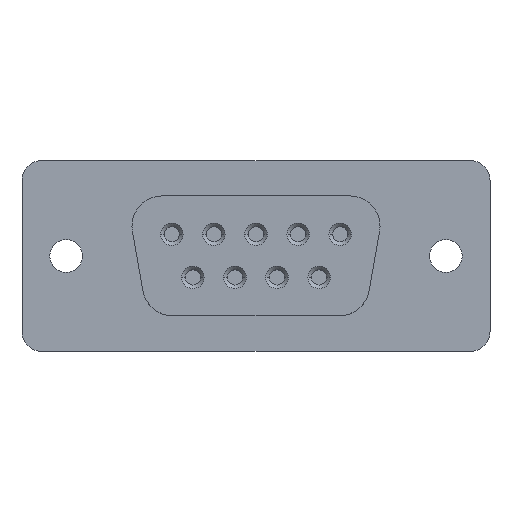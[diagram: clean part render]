
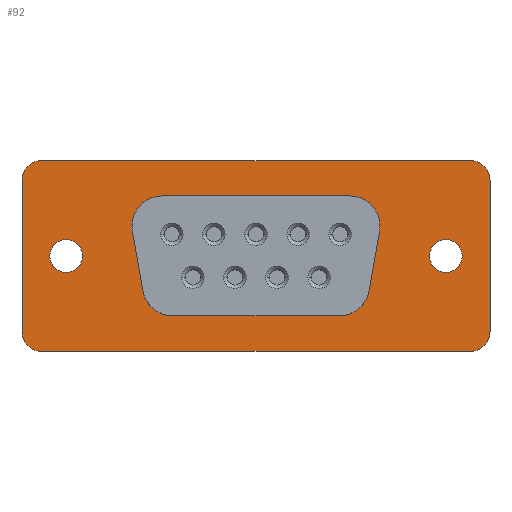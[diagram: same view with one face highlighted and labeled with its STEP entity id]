
A CAD part, top view. The second image highlights one B-rep face of the part: STEP entity #92.
In plain terms, the highlighted planar face has unit normal (0, 0, 1).
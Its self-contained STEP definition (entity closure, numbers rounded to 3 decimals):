
#22 = VERTEX_POINT('',#23);
#23 = CARTESIAN_POINT('',(8.165,1.95,0.));
#31 = EDGE_CURVE('',#32,#22,#34,.T.);
#32 = VERTEX_POINT('',#33);
#33 = CARTESIAN_POINT('',(6.165,3.95,0.));
#34 = CIRCLE('',#35,2.);
#35 = AXIS2_PLACEMENT_3D('',#36,#37,#38);
#36 = CARTESIAN_POINT('',(6.165,1.95,0.));
#37 = DIRECTION('',(0.,0.,-1.));
#38 = DIRECTION('',(1.,0.,0.));
#74 = VERTEX_POINT('',#75);
#75 = CARTESIAN_POINT('',(8.135,1.603,
    0.));
#81 = EDGE_CURVE('',#22,#74,#82,.T.);
#82 = CIRCLE('',#83,2.);
#83 = AXIS2_PLACEMENT_3D('',#84,#85,#86);
#84 = CARTESIAN_POINT('',(6.165,1.95,0.));
#85 = DIRECTION('',(0.,0.,-1.));
#86 = DIRECTION('',(1.,0.,0.));
#92 = ADVANCED_FACE('',(#93,#113,#133,#203),#273,.T.);
#93 = FACE_BOUND('',#94,.T.);
#94 = EDGE_LOOP('',(#95,#106));
#95 = ORIENTED_EDGE('',*,*,#96,.T.);
#96 = EDGE_CURVE('',#97,#99,#101,.T.);
#97 = VERTEX_POINT('',#98);
#98 = CARTESIAN_POINT('',(12.495,-1.078,0.));
#99 = VERTEX_POINT('',#100);
#100 = CARTESIAN_POINT('',(12.495,1.078,0.));
#101 = CIRCLE('',#102,1.078);
#102 = AXIS2_PLACEMENT_3D('',#103,#104,#105);
#103 = CARTESIAN_POINT('',(12.495,0.,0.));
#104 = DIRECTION('',(0.,0.,-1.));
#105 = DIRECTION('',(0.,1.,0.));
#106 = ORIENTED_EDGE('',*,*,#107,.T.);
#107 = EDGE_CURVE('',#99,#97,#108,.T.);
#108 = CIRCLE('',#109,1.078);
#109 = AXIS2_PLACEMENT_3D('',#110,#111,#112);
#110 = CARTESIAN_POINT('',(12.495,0.,0.));
#111 = DIRECTION('',(0.,0.,-1.));
#112 = DIRECTION('',(0.,1.,0.));
#113 = FACE_BOUND('',#114,.T.);
#114 = EDGE_LOOP('',(#115,#126));
#115 = ORIENTED_EDGE('',*,*,#116,.T.);
#116 = EDGE_CURVE('',#117,#119,#121,.T.);
#117 = VERTEX_POINT('',#118);
#118 = CARTESIAN_POINT('',(-12.495,-1.078,0.));
#119 = VERTEX_POINT('',#120);
#120 = CARTESIAN_POINT('',(-12.495,1.078,0.));
#121 = CIRCLE('',#122,1.078);
#122 = AXIS2_PLACEMENT_3D('',#123,#124,#125);
#123 = CARTESIAN_POINT('',(-12.495,0.,0.));
#124 = DIRECTION('',(0.,0.,-1.));
#125 = DIRECTION('',(0.,1.,0.));
#126 = ORIENTED_EDGE('',*,*,#127,.T.);
#127 = EDGE_CURVE('',#119,#117,#128,.T.);
#128 = CIRCLE('',#129,1.078);
#129 = AXIS2_PLACEMENT_3D('',#130,#131,#132);
#130 = CARTESIAN_POINT('',(-12.495,0.,0.));
#131 = DIRECTION('',(0.,0.,-1.));
#132 = DIRECTION('',(0.,1.,0.));
#133 = FACE_BOUND('',#134,.T.);
#134 = EDGE_LOOP('',(#135,#146,#154,#163,#172,#178,#179,#180,#188,#197)
  );
#135 = ORIENTED_EDGE('',*,*,#136,.T.);
#136 = EDGE_CURVE('',#137,#139,#141,.T.);
#137 = VERTEX_POINT('',#138);
#138 = CARTESIAN_POINT('',(-5.477,-3.95,0.));
#139 = VERTEX_POINT('',#140);
#140 = CARTESIAN_POINT('',(-7.447,-2.297,
    0.));
#141 = CIRCLE('',#142,2.);
#142 = AXIS2_PLACEMENT_3D('',#143,#144,#145);
#143 = CARTESIAN_POINT('',(-5.477,-1.95,0.));
#144 = DIRECTION('',(0.,0.,-1.));
#145 = DIRECTION('',(1.,0.,0.));
#146 = ORIENTED_EDGE('',*,*,#147,.T.);
#147 = EDGE_CURVE('',#139,#148,#150,.T.);
#148 = VERTEX_POINT('',#149);
#149 = CARTESIAN_POINT('',(-8.135,1.603,
    0.));
#150 = LINE('',#151,#152);
#151 = CARTESIAN_POINT('',(-7.703,-0.845,
    0.));
#152 = VECTOR('',#153,1.);
#153 = DIRECTION('',(-0.174,0.985,0.));
#154 = ORIENTED_EDGE('',*,*,#155,.T.);
#155 = EDGE_CURVE('',#148,#156,#158,.T.);
#156 = VERTEX_POINT('',#157);
#157 = CARTESIAN_POINT('',(-8.165,1.95,0.));
#158 = CIRCLE('',#159,2.);
#159 = AXIS2_PLACEMENT_3D('',#160,#161,#162);
#160 = CARTESIAN_POINT('',(-6.165,1.95,0.));
#161 = DIRECTION('',(0.,0.,-1.));
#162 = DIRECTION('',(1.,0.,0.));
#163 = ORIENTED_EDGE('',*,*,#164,.T.);
#164 = EDGE_CURVE('',#156,#165,#167,.T.);
#165 = VERTEX_POINT('',#166);
#166 = CARTESIAN_POINT('',(-6.165,3.95,0.));
#167 = CIRCLE('',#168,2.);
#168 = AXIS2_PLACEMENT_3D('',#169,#170,#171);
#169 = CARTESIAN_POINT('',(-6.165,1.95,0.));
#170 = DIRECTION('',(0.,0.,-1.));
#171 = DIRECTION('',(1.,0.,0.));
#172 = ORIENTED_EDGE('',*,*,#173,.T.);
#173 = EDGE_CURVE('',#165,#32,#174,.T.);
#174 = LINE('',#175,#176);
#175 = CARTESIAN_POINT('',(0.,3.95,0.));
#176 = VECTOR('',#177,1.);
#177 = DIRECTION('',(1.,0.,0.));
#178 = ORIENTED_EDGE('',*,*,#31,.T.);
#179 = ORIENTED_EDGE('',*,*,#81,.T.);
#180 = ORIENTED_EDGE('',*,*,#181,.T.);
#181 = EDGE_CURVE('',#74,#182,#184,.T.);
#182 = VERTEX_POINT('',#183);
#183 = CARTESIAN_POINT('',(7.447,-2.297,
    0.));
#184 = LINE('',#185,#186);
#185 = CARTESIAN_POINT('',(7.703,-0.845,
    0.));
#186 = VECTOR('',#187,1.);
#187 = DIRECTION('',(-0.174,-0.985,0.));
#188 = ORIENTED_EDGE('',*,*,#189,.T.);
#189 = EDGE_CURVE('',#182,#190,#192,.T.);
#190 = VERTEX_POINT('',#191);
#191 = CARTESIAN_POINT('',(5.477,-3.95,0.));
#192 = CIRCLE('',#193,2.);
#193 = AXIS2_PLACEMENT_3D('',#194,#195,#196);
#194 = CARTESIAN_POINT('',(5.477,-1.95,0.));
#195 = DIRECTION('',(0.,0.,-1.));
#196 = DIRECTION('',(1.,0.,0.));
#197 = ORIENTED_EDGE('',*,*,#198,.T.);
#198 = EDGE_CURVE('',#190,#137,#199,.T.);
#199 = LINE('',#200,#201);
#200 = CARTESIAN_POINT('',(0.,-3.95,0.)
  );
#201 = VECTOR('',#202,1.);
#202 = DIRECTION('',(-1.,0.,0.));
#203 = FACE_BOUND('',#204,.T.);
#204 = EDGE_LOOP('',(#205,#216,#224,#233,#241,#250,#258,#267));
#205 = ORIENTED_EDGE('',*,*,#206,.F.);
#206 = EDGE_CURVE('',#207,#209,#211,.T.);
#207 = VERTEX_POINT('',#208);
#208 = CARTESIAN_POINT('',(-14.105,-6.275,0.));
#209 = VERTEX_POINT('',#210);
#210 = CARTESIAN_POINT('',(-15.405,-4.975,0.));
#211 = CIRCLE('',#212,1.3);
#212 = AXIS2_PLACEMENT_3D('',#213,#214,#215);
#213 = CARTESIAN_POINT('',(-14.105,-4.975,0.));
#214 = DIRECTION('',(0.,0.,-1.));
#215 = DIRECTION('',(1.,0.,0.));
#216 = ORIENTED_EDGE('',*,*,#217,.F.);
#217 = EDGE_CURVE('',#218,#207,#220,.T.);
#218 = VERTEX_POINT('',#219);
#219 = CARTESIAN_POINT('',(14.105,-6.275,0.));
#220 = LINE('',#221,#222);
#221 = CARTESIAN_POINT('',(-14.105,-6.275,0.));
#222 = VECTOR('',#223,1.);
#223 = DIRECTION('',(-1.,-0.,-0.));
#224 = ORIENTED_EDGE('',*,*,#225,.F.);
#225 = EDGE_CURVE('',#226,#218,#228,.T.);
#226 = VERTEX_POINT('',#227);
#227 = CARTESIAN_POINT('',(15.405,-4.975,0.));
#228 = CIRCLE('',#229,1.3);
#229 = AXIS2_PLACEMENT_3D('',#230,#231,#232);
#230 = CARTESIAN_POINT('',(14.105,-4.975,0.));
#231 = DIRECTION('',(0.,0.,-1.));
#232 = DIRECTION('',(1.,0.,0.));
#233 = ORIENTED_EDGE('',*,*,#234,.F.);
#234 = EDGE_CURVE('',#235,#226,#237,.T.);
#235 = VERTEX_POINT('',#236);
#236 = CARTESIAN_POINT('',(15.405,4.975,0.));
#237 = LINE('',#238,#239);
#238 = CARTESIAN_POINT('',(15.405,-4.975,0.));
#239 = VECTOR('',#240,1.);
#240 = DIRECTION('',(-0.,-1.,-0.));
#241 = ORIENTED_EDGE('',*,*,#242,.F.);
#242 = EDGE_CURVE('',#243,#235,#245,.T.);
#243 = VERTEX_POINT('',#244);
#244 = CARTESIAN_POINT('',(14.105,6.275,0.));
#245 = CIRCLE('',#246,1.3);
#246 = AXIS2_PLACEMENT_3D('',#247,#248,#249);
#247 = CARTESIAN_POINT('',(14.105,4.975,0.));
#248 = DIRECTION('',(0.,0.,-1.));
#249 = DIRECTION('',(1.,0.,0.));
#250 = ORIENTED_EDGE('',*,*,#251,.F.);
#251 = EDGE_CURVE('',#252,#243,#254,.T.);
#252 = VERTEX_POINT('',#253);
#253 = CARTESIAN_POINT('',(-14.105,6.275,0.));
#254 = LINE('',#255,#256);
#255 = CARTESIAN_POINT('',(14.105,6.275,0.));
#256 = VECTOR('',#257,1.);
#257 = DIRECTION('',(1.,0.,0.));
#258 = ORIENTED_EDGE('',*,*,#259,.F.);
#259 = EDGE_CURVE('',#260,#252,#262,.T.);
#260 = VERTEX_POINT('',#261);
#261 = CARTESIAN_POINT('',(-15.405,4.975,0.));
#262 = CIRCLE('',#263,1.3);
#263 = AXIS2_PLACEMENT_3D('',#264,#265,#266);
#264 = CARTESIAN_POINT('',(-14.105,4.975,0.));
#265 = DIRECTION('',(0.,0.,-1.));
#266 = DIRECTION('',(1.,0.,0.));
#267 = ORIENTED_EDGE('',*,*,#268,.F.);
#268 = EDGE_CURVE('',#209,#260,#269,.T.);
#269 = LINE('',#270,#271);
#270 = CARTESIAN_POINT('',(-15.405,4.975,0.));
#271 = VECTOR('',#272,1.);
#272 = DIRECTION('',(0.,1.,0.));
#273 = PLANE('',#274);
#274 = AXIS2_PLACEMENT_3D('',#275,#276,#277);
#275 = CARTESIAN_POINT('',(0.,0.,0.));
#276 = DIRECTION('',(0.,0.,1.));
#277 = DIRECTION('',(1.,0.,-0.));
